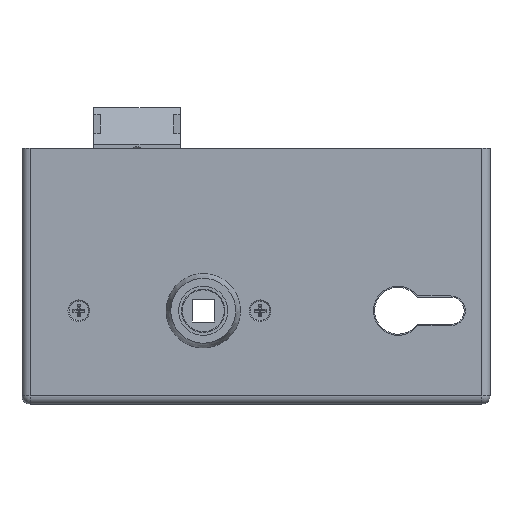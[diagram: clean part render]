
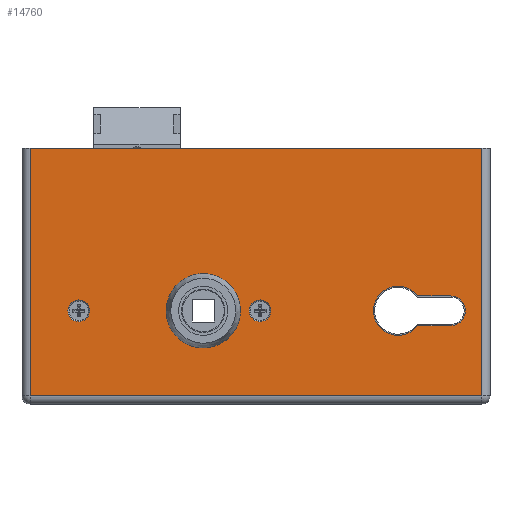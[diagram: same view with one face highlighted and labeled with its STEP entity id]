
A CAD part, left-side view. The second image highlights one B-rep face of the part: STEP entity #14760.
In plain terms, the highlighted planar face has unit normal (-1, 0, 0).
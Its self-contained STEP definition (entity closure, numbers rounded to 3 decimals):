
#72 = LINE ( 'NONE', #11010, #14256 ) ;
#175 = DIRECTION ( 'NONE',  ( 0., 0., 1. ) ) ;
#260 = ORIENTED_EDGE ( 'NONE', *, *, #8822, .T. ) ;
#578 = VERTEX_POINT ( 'NONE', #971 ) ;
#580 = VERTEX_POINT ( 'NONE', #3886 ) ;
#766 = EDGE_CURVE ( 'NONE', #4285, #4285, #6415, .T. ) ;
#772 = CARTESIAN_POINT ( 'NONE',  ( -20., 83.5, -44.25 ) ) ;
#878 = AXIS2_PLACEMENT_3D ( 'NONE', #6312, #7402, #8768 ) ;
#922 = DIRECTION ( 'NONE',  ( 0., -1., 0. ) ) ;
#941 = EDGE_CURVE ( 'NONE', #578, #2211, #14162, .T. ) ;
#971 = CARTESIAN_POINT ( 'NONE',  ( -20., -59.75, -7.25 ) ) ;
#1181 = AXIS2_PLACEMENT_3D ( 'NONE', #14009, #6203, #8656 ) ;
#1226 = DIRECTION ( 'NONE',  ( 0., 0., -1. ) ) ;
#2014 = AXIS2_PLACEMENT_3D ( 'NONE', #14735, #7881, #16198 ) ;
#2087 = CIRCLE ( 'NONE', #13191, 9.1 ) ;
#2211 = VERTEX_POINT ( 'NONE', #9619 ) ;
#2373 = VERTEX_POINT ( 'NONE', #772 ) ;
#2557 = CARTESIAN_POINT ( 'NONE',  ( -20., -83.5, -44.25 ) ) ;
#3122 = ORIENTED_EDGE ( 'NONE', *, *, #17310, .T. ) ;
#3172 = DIRECTION ( 'NONE',  ( 0., -1., 0. ) ) ;
#3194 = LINE ( 'NONE', #14701, #4083 ) ;
#3213 = DIRECTION ( 'NONE',  ( 0., 1., 0. ) ) ;
#3860 = EDGE_CURVE ( 'NONE', #2211, #9050, #4533, .T. ) ;
#3886 = CARTESIAN_POINT ( 'NONE',  ( -20., 83.5, 47.25 ) ) ;
#4083 = VECTOR ( 'NONE', #922, 1000. ) ;
#4142 = EDGE_CURVE ( 'NONE', #14795, #14795, #16071, .T. ) ;
#4211 = CARTESIAN_POINT ( 'NONE',  ( -20., 83.5, 47.25 ) ) ;
#4284 = EDGE_CURVE ( 'NONE', #580, #9757, #3194, .T. ) ;
#4285 = VERTEX_POINT ( 'NONE', #16640 ) ;
#4533 = CIRCLE ( 'NONE', #9276, 5.5 ) ;
#4879 = DIRECTION ( 'NONE',  ( 0., 1., 0. ) ) ;
#5349 = EDGE_LOOP ( 'NONE', ( #14363 ) ) ;
#5559 = CARTESIAN_POINT ( 'NONE',  ( -20., -52.5, -12.75 ) ) ;
#5596 = EDGE_CURVE ( 'NONE', #2373, #10204, #10023, .T. ) ;
#5963 = EDGE_CURVE ( 'NONE', #13050, #578, #2087, .T. ) ;
#5984 = CARTESIAN_POINT ( 'NONE',  ( -20., -1.5, -8.75 ) ) ;
#6203 = DIRECTION ( 'NONE',  ( 1., 0., 0. ) ) ;
#6312 = CARTESIAN_POINT ( 'NONE',  ( -20., 65.5, -12.75 ) ) ;
#6349 = ORIENTED_EDGE ( 'NONE', *, *, #766, .T. ) ;
#6380 = VECTOR ( 'NONE', #11361, 1000. ) ;
#6415 = CIRCLE ( 'NONE', #1181, 10.25 ) ;
#6423 = VECTOR ( 'NONE', #9758, 1000. ) ;
#6476 = CARTESIAN_POINT ( 'NONE',  ( -20., -71.9, -12.75 ) ) ;
#7120 = FACE_OUTER_BOUND ( 'NONE', #7817, .T. ) ;
#7344 = CIRCLE ( 'NONE', #2014, 4. ) ;
#7386 = CARTESIAN_POINT ( 'NONE',  ( -20., 86.5, -44.25 ) ) ;
#7402 = DIRECTION ( 'NONE',  ( -1., 0., 0. ) ) ;
#7680 = EDGE_LOOP ( 'NONE', ( #12176, #14898, #3122, #10747 ) ) ;
#7817 = EDGE_LOOP ( 'NONE', ( #11890, #260, #17763, #8072 ) ) ;
#7881 = DIRECTION ( 'NONE',  ( -1., 0., 0. ) ) ;
#8027 = CARTESIAN_POINT ( 'NONE',  ( -20., -59.75, -18.25 ) ) ;
#8046 = ORIENTED_EDGE ( 'NONE', *, *, #11307, .F. ) ;
#8072 = ORIENTED_EDGE ( 'NONE', *, *, #9328, .T. ) ;
#8623 = CARTESIAN_POINT ( 'NONE',  ( -20., 86.5, 47.25 ) ) ;
#8656 = DIRECTION ( 'NONE',  ( 0., 1., 0. ) ) ;
#8768 = DIRECTION ( 'NONE',  ( 0., 0., 1. ) ) ;
#8822 = EDGE_CURVE ( 'NONE', #10204, #9757, #72, .T. ) ;
#9050 = VERTEX_POINT ( 'NONE', #10523 ) ;
#9276 = AXIS2_PLACEMENT_3D ( 'NONE', #6476, #16070, #4879 ) ;
#9328 = EDGE_CURVE ( 'NONE', #580, #2373, #17206, .T. ) ;
#9619 = CARTESIAN_POINT ( 'NONE',  ( -20., -71.9, -7.25 ) ) ;
#9633 = AXIS2_PLACEMENT_3D ( 'NONE', #8623, #14155, #3213 ) ;
#9697 = DIRECTION ( 'NONE',  ( 1., 0., 0. ) ) ;
#9757 = VERTEX_POINT ( 'NONE', #12348 ) ;
#9758 = DIRECTION ( 'NONE',  ( 0., 1., 0. ) ) ;
#9955 = CARTESIAN_POINT ( 'NONE',  ( -20., -71.9, -7.25 ) ) ;
#10023 = LINE ( 'NONE', #7386, #6380 ) ;
#10112 = PLANE ( 'NONE',  #9633 ) ;
#10204 = VERTEX_POINT ( 'NONE', #2557 ) ;
#10241 = VERTEX_POINT ( 'NONE', #5984 ) ;
#10426 = EDGE_LOOP ( 'NONE', ( #8046 ) ) ;
#10523 = CARTESIAN_POINT ( 'NONE',  ( -20., -71.9, -18.25 ) ) ;
#10727 = FACE_BOUND ( 'NONE', #17174, .T. ) ;
#10747 = ORIENTED_EDGE ( 'NONE', *, *, #5963, .T. ) ;
#11010 = CARTESIAN_POINT ( 'NONE',  ( -20., -83.5, 47.25 ) ) ;
#11036 = DIRECTION ( 'NONE',  ( 0., 1., 0. ) ) ;
#11307 = EDGE_CURVE ( 'NONE', #10241, #10241, #7344, .T. ) ;
#11361 = DIRECTION ( 'NONE',  ( 0., -1., 0. ) ) ;
#11890 = ORIENTED_EDGE ( 'NONE', *, *, #5596, .T. ) ;
#12176 = ORIENTED_EDGE ( 'NONE', *, *, #941, .T. ) ;
#12348 = CARTESIAN_POINT ( 'NONE',  ( -20., -83.5, 47.25 ) ) ;
#13050 = VERTEX_POINT ( 'NONE', #8027 ) ;
#13191 = AXIS2_PLACEMENT_3D ( 'NONE', #5559, #9697, #11036 ) ;
#13708 = VECTOR ( 'NONE', #3172, 1000. ) ;
#13766 = FACE_BOUND ( 'NONE', #5349, .T. ) ;
#13785 = CARTESIAN_POINT ( 'NONE',  ( -20., 65.5, -8.75 ) ) ;
#14009 = CARTESIAN_POINT ( 'NONE',  ( -20., 19.5, -12.75 ) ) ;
#14155 = DIRECTION ( 'NONE',  ( 1., 0., 0. ) ) ;
#14162 = LINE ( 'NONE', #9955, #13708 ) ;
#14256 = VECTOR ( 'NONE', #175, 1000. ) ;
#14363 = ORIENTED_EDGE ( 'NONE', *, *, #4142, .F. ) ;
#14701 = CARTESIAN_POINT ( 'NONE',  ( -20., 86.5, 47.25 ) ) ;
#14735 = CARTESIAN_POINT ( 'NONE',  ( -20., -1.5, -12.75 ) ) ;
#14760 = ADVANCED_FACE ( 'NONE', ( #14860, #13766, #15076, #10727, #7120 ), #10112, .F. ) ;
#14795 = VERTEX_POINT ( 'NONE', #13785 ) ;
#14860 = FACE_BOUND ( 'NONE', #10426, .T. ) ;
#14898 = ORIENTED_EDGE ( 'NONE', *, *, #3860, .T. ) ;
#15076 = FACE_BOUND ( 'NONE', #7680, .T. ) ;
#15111 = CARTESIAN_POINT ( 'NONE',  ( -20., -59.75, -18.25 ) ) ;
#15506 = VECTOR ( 'NONE', #1226, 1000. ) ;
#16070 = DIRECTION ( 'NONE',  ( 1., 0., 0. ) ) ;
#16071 = CIRCLE ( 'NONE', #878, 4. ) ;
#16198 = DIRECTION ( 'NONE',  ( 0., 0., 1. ) ) ;
#16640 = CARTESIAN_POINT ( 'NONE',  ( -20., 29.75, -12.75 ) ) ;
#17174 = EDGE_LOOP ( 'NONE', ( #6349 ) ) ;
#17206 = LINE ( 'NONE', #4211, #15506 ) ;
#17310 = EDGE_CURVE ( 'NONE', #9050, #13050, #17360, .T. ) ;
#17360 = LINE ( 'NONE', #15111, #6423 ) ;
#17763 = ORIENTED_EDGE ( 'NONE', *, *, #4284, .F. ) ;
